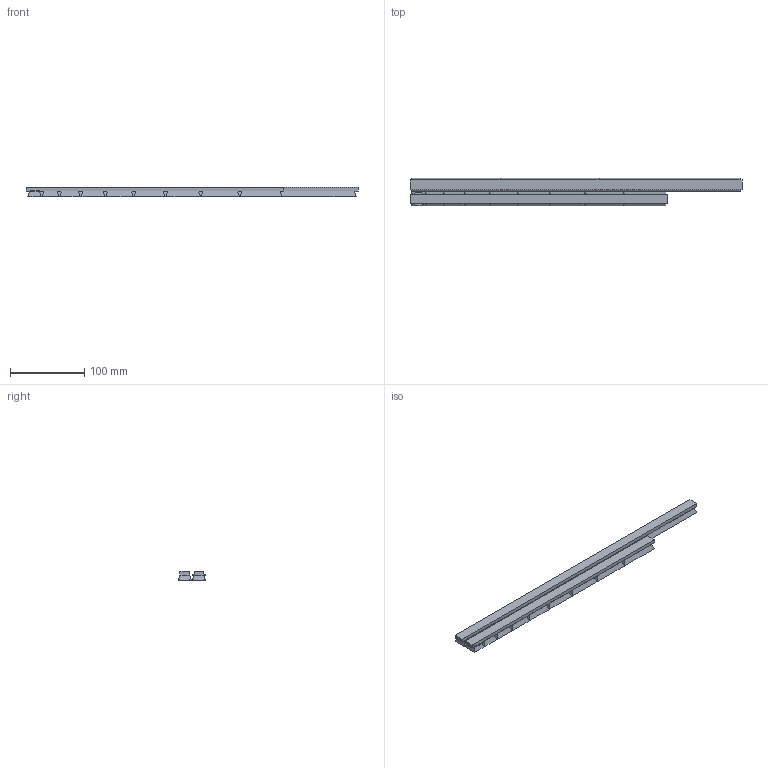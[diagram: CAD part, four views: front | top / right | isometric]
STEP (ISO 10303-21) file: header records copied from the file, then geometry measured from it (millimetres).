
FILE_DESCRIPTION(('HOOPS Exchange Step'),'2;1');
FILE_NAME('temp_export','2023-12-27T16:13:35-05:00',('jscotto'),('Shapr3D Limited'),'HOOPS Exchange 2023.2','Shapr3D','Authorized');
FILE_SCHEMA( ('AUTOMOTIVE_DESIGN { 1 0 10303 214 1 1 1 1 }') );
Length unit declared in the file: millimetre
Products named in the file (2): 1.00u (Raw); Raw
Assembly tree (1 placements, depth 2):
  Raw
    1.00u (Raw)
Bounding box: 446.93 x 37.35 x 12.5 mm (x, y, z)
Volume: 105176.3 mm3; surface area: 77738.5 mm2
Topology: 15 solids, 15 shells, 903 faces, 2119 edges, 1312 vertices
Faces by surface type: plane 871, cylinder 29, bspline 2, sphere 1
Full cylindrical faces by diameter (mm): 5.8 x28, 18.618 x1
Entity records: 25027 total; most frequent: CARTESIAN_POINT 4370, ORIENTED_EDGE 4236, DIRECTION 4016, EDGE_CURVE 2118, VECTOR 2018, LINE 2018, VERTEX_POINT 1312, AXIS2_PLACEMENT_3D 999
